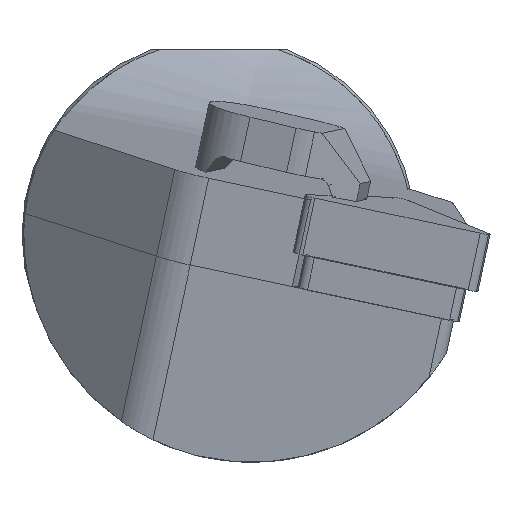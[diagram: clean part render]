
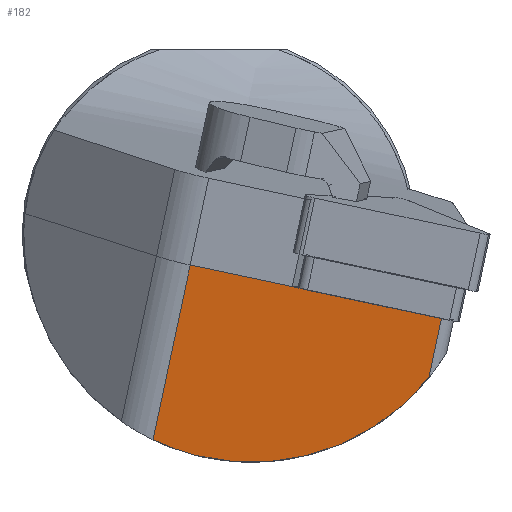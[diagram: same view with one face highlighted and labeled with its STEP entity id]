
A CAD part, left-side view. The second image highlights one B-rep face of the part: STEP entity #182.
In plain terms, the highlighted planar face has unit normal (-0.995, 0.022, -0.102).
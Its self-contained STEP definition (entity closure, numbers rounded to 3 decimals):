
#168=ELLIPSE('',#1204,18.602,18.5);
#182=ADVANCED_FACE('',(#279),#241,.T.);
#241=PLANE('',#1212);
#279=FACE_OUTER_BOUND('',#340,.T.);
#340=EDGE_LOOP('',(#595,#596,#597,#598,#599,#600));
#400=LINE('',#1613,#485);
#405=LINE('',#1685,#490);
#406=LINE('',#1689,#491);
#407=LINE('',#1691,#492);
#408=LINE('',#1692,#493);
#485=VECTOR('',#1309,1.);
#490=VECTOR('',#1340,1.);
#491=VECTOR('',#1345,1.);
#492=VECTOR('',#1346,1.);
#493=VECTOR('',#1347,1.);
#595=ORIENTED_EDGE('',*,*,#1019,.T.);
#596=ORIENTED_EDGE('',*,*,#1000,.T.);
#597=ORIENTED_EDGE('',*,*,#1020,.T.);
#598=ORIENTED_EDGE('',*,*,#1017,.T.);
#599=ORIENTED_EDGE('',*,*,#1009,.F.);
#600=ORIENTED_EDGE('',*,*,#1021,.F.);
#894=VERTEX_POINT('',#1610);
#895=VERTEX_POINT('',#1612);
#903=VERTEX_POINT('',#1655);
#904=VERTEX_POINT('',#1657);
#910=VERTEX_POINT('',#1686);
#911=VERTEX_POINT('',#1690);
#1000=EDGE_CURVE('',#894,#895,#400,.T.);
#1009=EDGE_CURVE('',#903,#904,#168,.T.);
#1017=EDGE_CURVE('',#910,#904,#405,.T.);
#1019=EDGE_CURVE('',#911,#894,#406,.T.);
#1020=EDGE_CURVE('',#895,#910,#407,.T.);
#1021=EDGE_CURVE('',#911,#903,#408,.T.);
#1204=AXIS2_PLACEMENT_3D('',#1656,#1325,#1326);
#1212=AXIS2_PLACEMENT_3D('',#1693,#1348,#1349);
#1309=DIRECTION('',(0.,0.978,0.208));
#1325=DIRECTION('',(0.995,-0.022,0.102));
#1326=DIRECTION('',(-0.105,-0.206,0.973));
#1340=DIRECTION('',(0.105,0.207,-0.973));
#1345=DIRECTION('',(0.,0.978,0.208));
#1346=DIRECTION('',(0.,0.978,0.208));
#1347=DIRECTION('',(0.105,0.207,-0.973));
#1348=DIRECTION('',(-0.995,0.022,-0.102));
#1349=DIRECTION('',(-0.102,0.,0.995));
#1610=CARTESIAN_POINT('',(-179.691,-5.335,-4.408));
#1612=CARTESIAN_POINT('',(-179.691,-4.61,-4.254));
#1613=CARTESIAN_POINT('',(-179.691,3.676,-2.493));
#1655=CARTESIAN_POINT('',(-179.172,-15.704,-11.647));
#1656=CARTESIAN_POINT('',(-180.054,-1.314,-0.021));
#1657=CARTESIAN_POINT('',(-178.165,6.695,-16.697));
#1685=CARTESIAN_POINT('',(-216.386,-68.912,339.006));
#1686=CARTESIAN_POINT('',(-179.691,3.676,-2.493));
#1689=CARTESIAN_POINT('',(-179.691,3.676,-2.493));
#1690=CARTESIAN_POINT('',(-179.69,-16.728,-6.83));
#1691=CARTESIAN_POINT('',(-179.691,3.676,-2.493));
#1692=CARTESIAN_POINT('',(-216.385,-89.316,334.67));
#1693=CARTESIAN_POINT('',(-216.386,-68.912,339.006));
